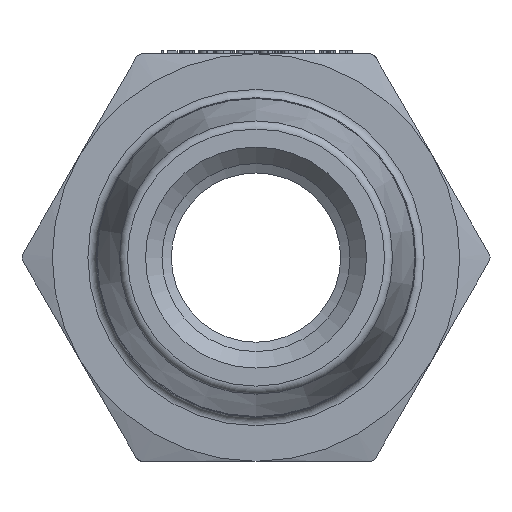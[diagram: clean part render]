
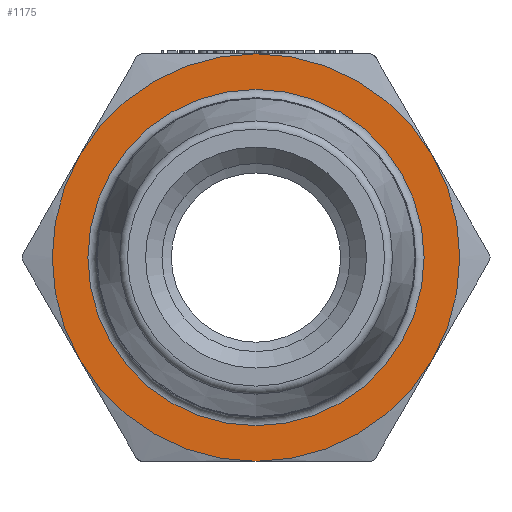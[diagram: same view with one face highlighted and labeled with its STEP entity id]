
A CAD part, left-side view. The second image highlights one B-rep face of the part: STEP entity #1175.
In plain terms, the highlighted planar face has unit normal (-1, 0, 0).
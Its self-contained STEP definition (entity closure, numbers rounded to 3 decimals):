
#7 = AXIS2_PLACEMENT_3D ( 'NONE', #14474, #14105, #14102 ) ;
#107 = AXIS2_PLACEMENT_3D ( 'NONE', #14447, #13841, #13910 ) ;
#1074 = AXIS2_PLACEMENT_3D ( 'NONE', #14001, #14015, #14009 ) ;
#1091 = CIRCLE ( 'NONE', #4322, 6.5 ) ;
#1175 = ADVANCED_FACE ( 'NONE', ( #4869, #4591 ), #10040, .F. ) ;
#2721 = ORIENTED_EDGE ( 'NONE', *, *, #5648, .T. ) ;
#2781 = ORIENTED_EDGE ( 'NONE', *, *, #6121, .T. ) ;
#2810 = AXIS2_PLACEMENT_3D ( 'NONE', #12428, #12427, #12425 ) ;
#2815 = ORIENTED_EDGE ( 'NONE', *, *, #6089, .T. ) ;
#2868 = ORIENTED_EDGE ( 'NONE', *, *, #5876, .T. ) ;
#2890 = VERTEX_POINT ( 'NONE', #4891 ) ;
#2936 = VERTEX_POINT ( 'NONE', #4839 ) ;
#2960 = VERTEX_POINT ( 'NONE', #5156 ) ;
#2976 = VERTEX_POINT ( 'NONE', #5154 ) ;
#2995 = VERTEX_POINT ( 'NONE', #4943 ) ;
#3052 = EDGE_LOOP ( 'NONE', ( #2815, #2868, #2721, #3376, #3463, #2781 ) ) ;
#3058 = EDGE_LOOP ( 'NONE', ( #3343 ) ) ;
#3107 = VERTEX_POINT ( 'NONE', #4928 ) ;
#3343 = ORIENTED_EDGE ( 'NONE', *, *, #6094, .F. ) ;
#3376 = ORIENTED_EDGE ( 'NONE', *, *, #5964, .T. ) ;
#3463 = ORIENTED_EDGE ( 'NONE', *, *, #5732, .T. ) ;
#3790 = AXIS2_PLACEMENT_3D ( 'NONE', #10177, #10042, #9819 ) ;
#3971 = CARTESIAN_POINT ( 'NONE',  ( -4., 0., -5.362 ) ) ;
#4021 = VERTEX_POINT ( 'NONE', #3971 ) ;
#4077 = CIRCLE ( 'NONE', #107, 5.362 ) ;
#4100 = CIRCLE ( 'NONE', #7, 6.5 ) ;
#4118 = CIRCLE ( 'NONE', #4321, 6.5 ) ;
#4321 = AXIS2_PLACEMENT_3D ( 'NONE', #9116, #8990, #8874 ) ;
#4322 = AXIS2_PLACEMENT_3D ( 'NONE', #10331, #10329, #10327 ) ;
#4591 = FACE_BOUND ( 'NONE', #3058, .T. ) ;
#4839 = CARTESIAN_POINT ( 'NONE',  ( -4., -5.629, 3.25 ) ) ;
#4869 = FACE_OUTER_BOUND ( 'NONE', #3052, .T. ) ;
#4891 = CARTESIAN_POINT ( 'NONE',  ( -4., 0., 6.5 ) ) ;
#4928 = CARTESIAN_POINT ( 'NONE',  ( -4., 5.629, -3.25 ) ) ;
#4943 = CARTESIAN_POINT ( 'NONE',  ( -4., 0., -6.5 ) ) ;
#5154 = CARTESIAN_POINT ( 'NONE',  ( -4., -5.629, -3.25 ) ) ;
#5156 = CARTESIAN_POINT ( 'NONE',  ( -4., 5.629, 3.25 ) ) ;
#5523 = AXIS2_PLACEMENT_3D ( 'NONE', #12504, #12506, #12507 ) ;
#5648 = EDGE_CURVE ( 'NONE', #2936, #2890, #13415, .T. ) ;
#5732 = EDGE_CURVE ( 'NONE', #2960, #3107, #14498, .T. ) ;
#5876 = EDGE_CURVE ( 'NONE', #2976, #2936, #14563, .T. ) ;
#5964 = EDGE_CURVE ( 'NONE', #2890, #2960, #1091, .T. ) ;
#6089 = EDGE_CURVE ( 'NONE', #2995, #2976, #4100, .T. ) ;
#6094 = EDGE_CURVE ( 'NONE', #4021, #4021, #4077, .T. ) ;
#6121 = EDGE_CURVE ( 'NONE', #3107, #2995, #4118, .T. ) ;
#8874 = DIRECTION ( 'NONE',  ( 0., 0., 1. ) ) ;
#8990 = DIRECTION ( 'NONE',  ( -1., 0., 0. ) ) ;
#9116 = CARTESIAN_POINT ( 'NONE',  ( -4., 0., 0. ) ) ;
#9819 = DIRECTION ( 'NONE',  ( 0., 0., -1. ) ) ;
#10040 = PLANE ( 'NONE',  #3790 ) ;
#10042 = DIRECTION ( 'NONE',  ( 1., 0., 0. ) ) ;
#10177 = CARTESIAN_POINT ( 'NONE',  ( -4., 0., 0. ) ) ;
#10327 = DIRECTION ( 'NONE',  ( 0., 0., 1. ) ) ;
#10329 = DIRECTION ( 'NONE',  ( -1., 0., 0. ) ) ;
#10331 = CARTESIAN_POINT ( 'NONE',  ( -4., 0., 0. ) ) ;
#12425 = DIRECTION ( 'NONE',  ( 0., 0., 1. ) ) ;
#12427 = DIRECTION ( 'NONE',  ( -1., 0., 0. ) ) ;
#12428 = CARTESIAN_POINT ( 'NONE',  ( -4., 0., 0. ) ) ;
#12504 = CARTESIAN_POINT ( 'NONE',  ( -4., 0., 0. ) ) ;
#12506 = DIRECTION ( 'NONE',  ( -1., 0., 0. ) ) ;
#12507 = DIRECTION ( 'NONE',  ( 0., 0., 1. ) ) ;
#13415 = CIRCLE ( 'NONE', #1074, 6.5 ) ;
#13841 = DIRECTION ( 'NONE',  ( -1., 0., 0. ) ) ;
#13910 = DIRECTION ( 'NONE',  ( 0., 0., -1. ) ) ;
#14001 = CARTESIAN_POINT ( 'NONE',  ( -4., 0., 0. ) ) ;
#14009 = DIRECTION ( 'NONE',  ( 0., 0., 1. ) ) ;
#14015 = DIRECTION ( 'NONE',  ( -1., 0., 0. ) ) ;
#14102 = DIRECTION ( 'NONE',  ( 0., 0., 1. ) ) ;
#14105 = DIRECTION ( 'NONE',  ( -1., 0., 0. ) ) ;
#14447 = CARTESIAN_POINT ( 'NONE',  ( -4., 0., 0. ) ) ;
#14474 = CARTESIAN_POINT ( 'NONE',  ( -4., 0., 0. ) ) ;
#14498 = CIRCLE ( 'NONE', #2810, 6.5 ) ;
#14563 = CIRCLE ( 'NONE', #5523, 6.5 ) ;
